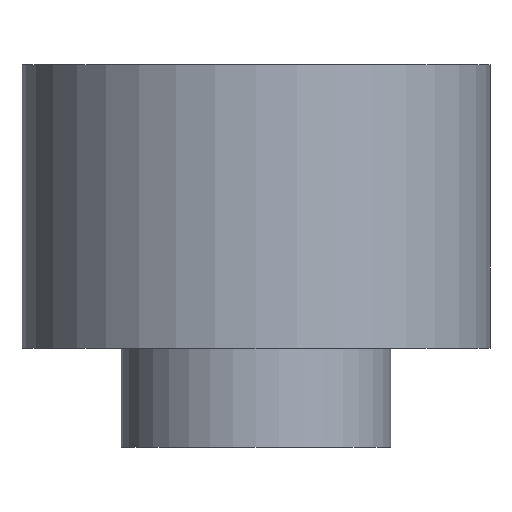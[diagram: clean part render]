
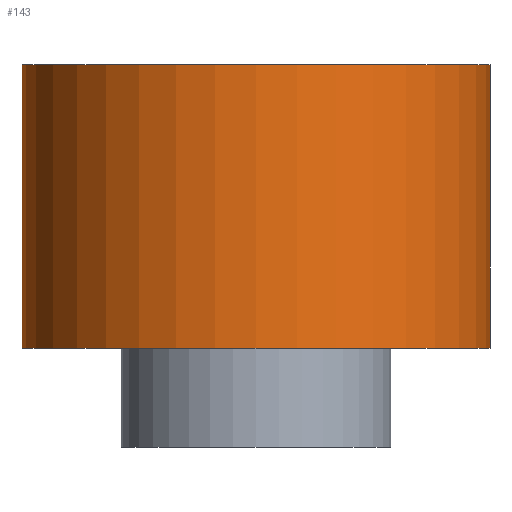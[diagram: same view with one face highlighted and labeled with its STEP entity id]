
A CAD part, front view. The second image highlights one B-rep face of the part: STEP entity #143.
In plain terms, the highlighted cylindrical face has radius 1.65 mm (diameter 3.3 mm), a full revolution.
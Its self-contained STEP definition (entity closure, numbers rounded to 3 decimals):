
#28=ORIENTED_EDGE('',*,*,#41,.T.);
#29=ORIENTED_EDGE('',*,*,#40,.F.);
#40=EDGE_CURVE('',#47,#47,#54,.T.);
#41=EDGE_CURVE('',#48,#48,#55,.T.);
#47=VERTEX_POINT('',#205);
#48=VERTEX_POINT('',#208);
#54=CIRCLE('',#157,1.65);
#55=CIRCLE('',#159,1.65);
#63=EDGE_LOOP('',(#28));
#64=EDGE_LOOP('',(#29));
#77=FACE_BOUND('',#63,.T.);
#78=FACE_BOUND('',#64,.T.);
#88=CYLINDRICAL_SURFACE('',#158,1.65);
#143=ADVANCED_FACE('',(#77,#78),#88,.T.);
#157=AXIS2_PLACEMENT_3D('',#204,#177,#178);
#158=AXIS2_PLACEMENT_3D('',#206,#179,#180);
#159=AXIS2_PLACEMENT_3D('',#207,#181,#182);
#177=DIRECTION('',(0.,0.,-1.));
#178=DIRECTION('',(-1.,0.,0.));
#179=DIRECTION('',(0.,0.,-1.));
#180=DIRECTION('',(-1.,0.,0.));
#181=DIRECTION('',(0.,0.,-1.));
#182=DIRECTION('',(-1.,0.,0.));
#204=CARTESIAN_POINT('',(0.,0.,0.));
#205=CARTESIAN_POINT('',(-1.65,0.,0.));
#206=CARTESIAN_POINT('',(0.,0.,4.));
#207=CARTESIAN_POINT('',(0.,0.,2.));
#208=CARTESIAN_POINT('',(-1.65,0.,2.));
